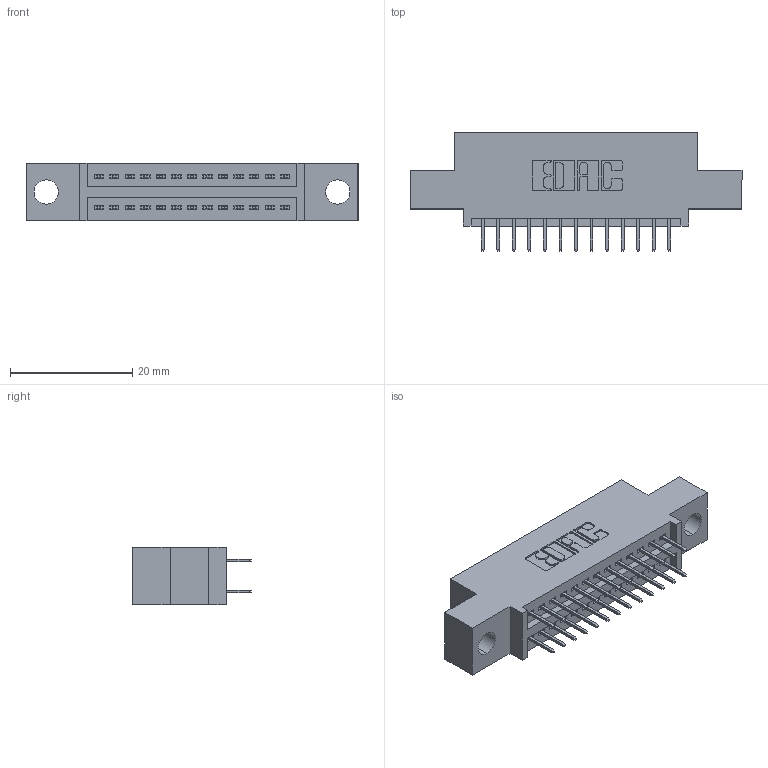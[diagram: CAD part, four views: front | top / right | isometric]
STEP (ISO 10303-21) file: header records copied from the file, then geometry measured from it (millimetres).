
FILE_DESCRIPTION (( 'STEP AP203' ), '1' );
FILE_NAME ('345-026-524-504.STEP', '2021-05-19T22:42:50', ( '' ), ( '' ), 'SwSTEP 2.0', 'SolidWorks 2020', '' );
FILE_SCHEMA (( 'CONFIG_CONTROL_DESIGN' ));
Length unit declared in the file: inch
Products named in the file (3): 345-292-001_345-293-124; 345 Part_0.110 Offset - 0.156 Dia-TI; 345-026-524-504
Assembly tree (27 placements, depth 2):
  345-026-524-504
    345 Part_0.110 Offset - 0.156 Dia-TI
    345-292-001_345-293-124  x26
Bounding box: 54.23 x 19.35 x 9.4 mm (x, y, z)
Volume: 4780 mm3; surface area: 6344.6 mm2
Topology: 27 solids, 27 shells, 1548 faces, 4367 edges, 2806 vertices
Faces by surface type: plane 1112, cylinder 436
Entity records: 14729 total; most frequent: CARTESIAN_POINT 2502, ORIENTED_EDGE 2434, DIRECTION 2241, EDGE_CURVE 1217, VECTOR 1037, LINE 1037, VERTEX_POINT 806, AXIS2_PLACEMENT_3D 602
